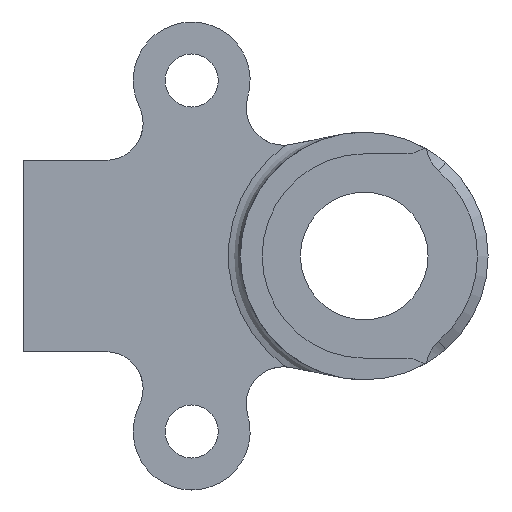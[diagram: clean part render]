
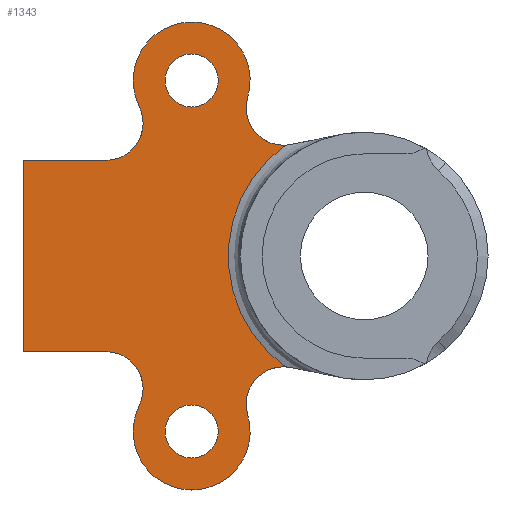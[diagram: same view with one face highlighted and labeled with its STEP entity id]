
A CAD part, left-side view. The second image highlights one B-rep face of the part: STEP entity #1343.
In plain terms, the highlighted planar face has unit normal (-1, 0, 0).
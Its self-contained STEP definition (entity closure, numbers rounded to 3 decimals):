
#18 = VERTEX_POINT ( 'NONE', #722 ) ;
#31 = VERTEX_POINT ( 'NONE', #590 ) ;
#48 = CIRCLE ( 'NONE', #253, 2.5 ) ;
#55 = AXIS2_PLACEMENT_3D ( 'NONE', #1573, #711, #1447 ) ;
#59 = CARTESIAN_POINT ( 'NONE',  ( 2., 16.228, 16.5 ) ) ;
#65 = ORIENTED_EDGE ( 'NONE', *, *, #521, .F. ) ;
#99 = DIRECTION ( 'NONE',  ( 1., 0., 0. ) ) ;
#104 = VERTEX_POINT ( 'NONE', #749 ) ;
#111 = AXIS2_PLACEMENT_3D ( 'NONE', #1033, #175, #907 ) ;
#113 = DIRECTION ( 'NONE',  ( -1., 0., 0. ) ) ;
#119 = CARTESIAN_POINT ( 'NONE',  ( 2., 0., 0. ) ) ;
#120 = EDGE_CURVE ( 'NONE', #180, #448, #162, .T. ) ;
#141 = VERTEX_POINT ( 'NONE', #503 ) ;
#162 = CIRCLE ( 'NONE', #1154, 5.5 ) ;
#170 = CARTESIAN_POINT ( 'NONE',  ( 2., 24.29, -9. ) ) ;
#175 = DIRECTION ( 'NONE',  ( 1., 0., 0. ) ) ;
#180 = VERTEX_POINT ( 'NONE', #261 ) ;
#220 = VERTEX_POINT ( 'NONE', #1143 ) ;
#226 = ORIENTED_EDGE ( 'NONE', *, *, #265, .T. ) ;
#233 = PLANE ( 'NONE',  #1165 ) ;
#253 = AXIS2_PLACEMENT_3D ( 'NONE', #851, #113, #974 ) ;
#255 = DIRECTION ( 'NONE',  ( 1., 0., 0. ) ) ;
#258 = CIRCLE ( 'NONE', #522, 3.5 ) ;
#261 = CARTESIAN_POINT ( 'NONE',  ( 2., 16.228, -22. ) ) ;
#265 = EDGE_CURVE ( 'NONE', #104, #141, #661, .T. ) ;
#276 = VERTEX_POINT ( 'NONE', #170 ) ;
#284 = AXIS2_PLACEMENT_3D ( 'NONE', #286, #1161, #402 ) ;
#286 = CARTESIAN_POINT ( 'NONE',  ( 2., 7.606, 13.918 ) ) ;
#311 = VERTEX_POINT ( 'NONE', #780 ) ;
#375 = CARTESIAN_POINT ( 'NONE',  ( 2., 16.228, -16.5 ) ) ;
#377 = AXIS2_PLACEMENT_3D ( 'NONE', #563, #1307, #436 ) ;
#388 = EDGE_LOOP ( 'NONE', ( #65, #1375 ) ) ;
#401 = AXIS2_PLACEMENT_3D ( 'NONE', #742, #1470, #611 ) ;
#402 = DIRECTION ( 'NONE',  ( 0., 0., -1. ) ) ;
#415 = CARTESIAN_POINT ( 'NONE',  ( 2., 16.228, -16.5 ) ) ;
#436 = DIRECTION ( 'NONE',  ( 0., 0., -1. ) ) ;
#440 = CARTESIAN_POINT ( 'NONE',  ( 2., 21.155, -14.056 ) ) ;
#443 = VECTOR ( 'NONE', #1043, 1000. ) ;
#448 = VERTEX_POINT ( 'NONE', #440 ) ;
#462 = ORIENTED_EDGE ( 'NONE', *, *, #1416, .F. ) ;
#469 = ORIENTED_EDGE ( 'NONE', *, *, #120, .F. ) ;
#471 = LINE ( 'NONE', #1607, #765 ) ;
#483 = ORIENTED_EDGE ( 'NONE', *, *, #1465, .F. ) ;
#502 = AXIS2_PLACEMENT_3D ( 'NONE', #605, #1469, #740 ) ;
#503 = CARTESIAN_POINT ( 'NONE',  ( 2., 10.959, 14.922 ) ) ;
#521 = EDGE_CURVE ( 'NONE', #31, #311, #48, .T. ) ;
#522 = AXIS2_PLACEMENT_3D ( 'NONE', #832, #99, #961 ) ;
#539 = CARTESIAN_POINT ( 'NONE',  ( 2., 16.228, -16.5 ) ) ;
#549 = DIRECTION ( 'NONE',  ( 0., 0., -1. ) ) ;
#563 = CARTESIAN_POINT ( 'NONE',  ( 2., 7.606, -13.918 ) ) ;
#571 = EDGE_CURVE ( 'NONE', #141, #220, #586, .T. ) ;
#579 = FACE_BOUND ( 'NONE', #388, .T. ) ;
#586 = CIRCLE ( 'NONE', #502, 5.5 ) ;
#590 = CARTESIAN_POINT ( 'NONE',  ( 2., 16.228, 14. ) ) ;
#599 = ORIENTED_EDGE ( 'NONE', *, *, #1594, .T. ) ;
#602 = CIRCLE ( 'NONE', #1291, 2.5 ) ;
#605 = CARTESIAN_POINT ( 'NONE',  ( 2., 16.228, 16.5 ) ) ;
#611 = DIRECTION ( 'NONE',  ( 0., 0., -1. ) ) ;
#613 = DIRECTION ( 'NONE',  ( 0., 1., 0. ) ) ;
#642 = VERTEX_POINT ( 'NONE', #869 ) ;
#661 = CIRCLE ( 'NONE', #284, 3.5 ) ;
#668 = DIRECTION ( 'NONE',  ( 0., 0., -1. ) ) ;
#676 = EDGE_CURVE ( 'NONE', #276, #642, #471, .T. ) ;
#711 = DIRECTION ( 'NONE',  ( -1., 0., 0. ) ) ;
#715 = EDGE_CURVE ( 'NONE', #927, #642, #1382, .T. ) ;
#722 = CARTESIAN_POINT ( 'NONE',  ( 2., 10.959, -14.922 ) ) ;
#723 = DIRECTION ( 'NONE',  ( 1., 0., 0. ) ) ;
#740 = DIRECTION ( 'NONE',  ( 0., 0., -1. ) ) ;
#742 = CARTESIAN_POINT ( 'NONE',  ( 2., 16.228, -16.5 ) ) ;
#749 = CARTESIAN_POINT ( 'NONE',  ( 2., 7.606, 10.418 ) ) ;
#765 = VECTOR ( 'NONE', #613, 1000. ) ;
#780 = CARTESIAN_POINT ( 'NONE',  ( 2., 16.228, 19. ) ) ;
#782 = LINE ( 'NONE', #1176, #443 ) ;
#794 = DIRECTION ( 'NONE',  ( -1., 0., 0. ) ) ;
#799 = FACE_BOUND ( 'NONE', #986, .T. ) ;
#812 = CARTESIAN_POINT ( 'NONE',  ( 2., 7.399, 10.424 ) ) ;
#815 = CIRCLE ( 'NONE', #111, 3.5 ) ;
#832 = CARTESIAN_POINT ( 'NONE',  ( 2., 24.29, 12.5 ) ) ;
#851 = CARTESIAN_POINT ( 'NONE',  ( 2., 16.228, 16.5 ) ) ;
#855 = DIRECTION ( 'NONE',  ( 1., 0., 0. ) ) ;
#869 = CARTESIAN_POINT ( 'NONE',  ( 2., 32., -9. ) ) ;
#875 = EDGE_LOOP ( 'NONE', ( #483, #1183, #599, #226, #899, #1285, #1430, #1322, #1014, #462, #469, #1308 ) ) ;
#899 = ORIENTED_EDGE ( 'NONE', *, *, #571, .T. ) ;
#906 = EDGE_CURVE ( 'NONE', #1321, #1084, #1195, .T. ) ;
#907 = DIRECTION ( 'NONE',  ( 0., 0., -1. ) ) ;
#923 = ORIENTED_EDGE ( 'NONE', *, *, #906, .T. ) ;
#927 = VERTEX_POINT ( 'NONE', #1040 ) ;
#930 = EDGE_CURVE ( 'NONE', #1084, #1321, #1473, .T. ) ;
#940 = EDGE_CURVE ( 'NONE', #927, #1119, #782, .T. ) ;
#961 = DIRECTION ( 'NONE',  ( 0., 0., -1. ) ) ;
#971 = ORIENTED_EDGE ( 'NONE', *, *, #930, .T. ) ;
#974 = DIRECTION ( 'NONE',  ( 0., 0., -1. ) ) ;
#976 = AXIS2_PLACEMENT_3D ( 'NONE', #539, #1412, #668 ) ;
#986 = EDGE_LOOP ( 'NONE', ( #923, #971 ) ) ;
#997 = CARTESIAN_POINT ( 'NONE',  ( 2., 32., 11.361 ) ) ;
#1012 = VECTOR ( 'NONE', #1240, 1000. ) ;
#1014 = ORIENTED_EDGE ( 'NONE', *, *, #676, .F. ) ;
#1022 = AXIS2_PLACEMENT_3D ( 'NONE', #1459, #723, #1584 ) ;
#1033 = CARTESIAN_POINT ( 'NONE',  ( 2., 7.606, 13.918 ) ) ;
#1040 = CARTESIAN_POINT ( 'NONE',  ( 2., 32., 9. ) ) ;
#1043 = DIRECTION ( 'NONE',  ( 0., -1., 0. ) ) ;
#1084 = VERTEX_POINT ( 'NONE', #1441 ) ;
#1090 = EDGE_CURVE ( 'NONE', #220, #1119, #258, .T. ) ;
#1093 = CARTESIAN_POINT ( 'NONE',  ( 2., 24.29, 9. ) ) ;
#1104 = CARTESIAN_POINT ( 'NONE',  ( 2., 7.399, -10.424 ) ) ;
#1111 = EDGE_CURVE ( 'NONE', #1156, #1510, #1174, .T. ) ;
#1119 = VERTEX_POINT ( 'NONE', #1093 ) ;
#1142 = AXIS2_PLACEMENT_3D ( 'NONE', #415, #1288, #549 ) ;
#1143 = CARTESIAN_POINT ( 'NONE',  ( 2., 21.155, 14.056 ) ) ;
#1154 = AXIS2_PLACEMENT_3D ( 'NONE', #375, #255, #1248 ) ;
#1156 = VERTEX_POINT ( 'NONE', #1104 ) ;
#1161 = DIRECTION ( 'NONE',  ( 1., 0., 0. ) ) ;
#1165 = AXIS2_PLACEMENT_3D ( 'NONE', #119, #855, #1589 ) ;
#1174 = CIRCLE ( 'NONE', #1022, 12.783 ) ;
#1176 = CARTESIAN_POINT ( 'NONE',  ( 2., 23.855, 9. ) ) ;
#1183 = ORIENTED_EDGE ( 'NONE', *, *, #1111, .T. ) ;
#1195 = CIRCLE ( 'NONE', #976, 2.5 ) ;
#1240 = DIRECTION ( 'NONE',  ( 0., 0., -1. ) ) ;
#1244 = FACE_OUTER_BOUND ( 'NONE', #875, .T. ) ;
#1248 = DIRECTION ( 'NONE',  ( 0., 0., -1. ) ) ;
#1278 = CIRCLE ( 'NONE', #401, 5.5 ) ;
#1285 = ORIENTED_EDGE ( 'NONE', *, *, #1090, .T. ) ;
#1288 = DIRECTION ( 'NONE',  ( 1., 0., 0. ) ) ;
#1291 = AXIS2_PLACEMENT_3D ( 'NONE', #59, #794, #1536 ) ;
#1307 = DIRECTION ( 'NONE',  ( -1., 0., 0. ) ) ;
#1308 = ORIENTED_EDGE ( 'NONE', *, *, #1323, .F. ) ;
#1321 = VERTEX_POINT ( 'NONE', #1480 ) ;
#1322 = ORIENTED_EDGE ( 'NONE', *, *, #715, .T. ) ;
#1323 = EDGE_CURVE ( 'NONE', #18, #180, #1278, .T. ) ;
#1341 = CIRCLE ( 'NONE', #377, 3.5 ) ;
#1343 = ADVANCED_FACE ( 'NONE', ( #1244, #579, #799 ), #233, .F. ) ;
#1375 = ORIENTED_EDGE ( 'NONE', *, *, #1568, .F. ) ;
#1376 = CIRCLE ( 'NONE', #55, 3.5 ) ;
#1382 = LINE ( 'NONE', #997, #1012 ) ;
#1412 = DIRECTION ( 'NONE',  ( 1., 0., 0. ) ) ;
#1416 = EDGE_CURVE ( 'NONE', #448, #276, #1376, .T. ) ;
#1430 = ORIENTED_EDGE ( 'NONE', *, *, #940, .F. ) ;
#1441 = CARTESIAN_POINT ( 'NONE',  ( 2., 16.228, -14. ) ) ;
#1447 = DIRECTION ( 'NONE',  ( 0., 0., -1. ) ) ;
#1459 = CARTESIAN_POINT ( 'NONE',  ( 2., 0., 0. ) ) ;
#1465 = EDGE_CURVE ( 'NONE', #1156, #18, #1341, .T. ) ;
#1469 = DIRECTION ( 'NONE',  ( -1., 0., 0. ) ) ;
#1470 = DIRECTION ( 'NONE',  ( 1., 0., 0. ) ) ;
#1473 = CIRCLE ( 'NONE', #1142, 2.5 ) ;
#1480 = CARTESIAN_POINT ( 'NONE',  ( 2., 16.228, -19. ) ) ;
#1510 = VERTEX_POINT ( 'NONE', #812 ) ;
#1536 = DIRECTION ( 'NONE',  ( 0., 0., -1. ) ) ;
#1568 = EDGE_CURVE ( 'NONE', #311, #31, #602, .T. ) ;
#1573 = CARTESIAN_POINT ( 'NONE',  ( 2., 24.29, -12.5 ) ) ;
#1584 = DIRECTION ( 'NONE',  ( 0., 0., -1. ) ) ;
#1589 = DIRECTION ( 'NONE',  ( 0., 0., -1. ) ) ;
#1594 = EDGE_CURVE ( 'NONE', #1510, #104, #815, .T. ) ;
#1607 = CARTESIAN_POINT ( 'NONE',  ( 2., 23.855, -9. ) ) ;
